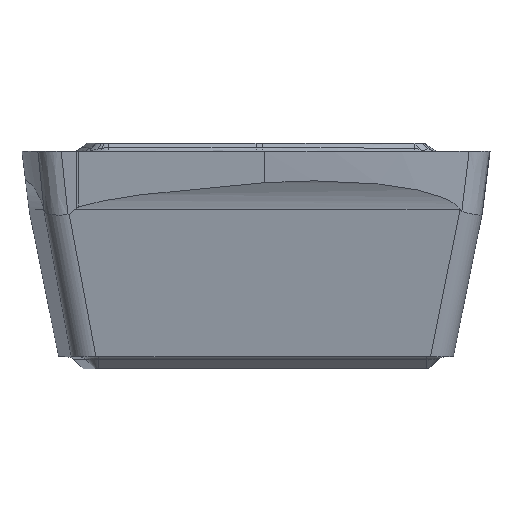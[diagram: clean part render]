
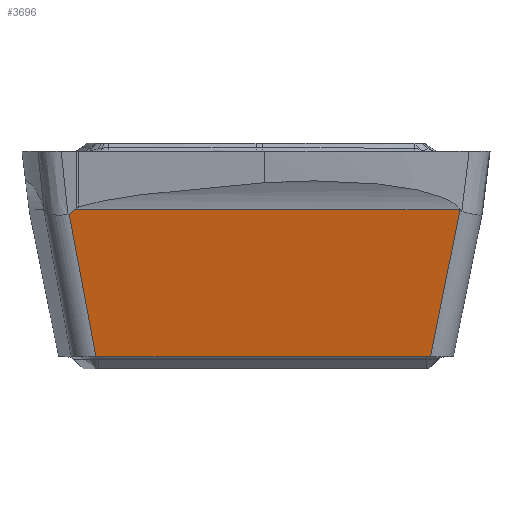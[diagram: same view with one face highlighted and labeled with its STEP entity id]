
A CAD part, front view. The second image highlights one B-rep face of the part: STEP entity #3696.
In plain terms, the highlighted planar face has unit normal (0.037, -0.981, -0.191).
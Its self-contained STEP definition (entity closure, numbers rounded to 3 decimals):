
#212=DIRECTION('',(0.999,0.038,0.));
#213=VECTOR('',#212,8.298);
#214=CARTESIAN_POINT('',(-3.968,-4.89,-5.1));
#215=LINE('',#214,#213);
#392=DIRECTION('',(-0.18,-0.194,0.964));
#393=VECTOR('',#392,3.667);
#394=CARTESIAN_POINT('',(-3.968,-4.89,-5.1));
#395=LINE('',#394,#393);
#399=DIRECTION('',(0.744,-0.101,0.661));
#400=VECTOR('',#399,0.173);
#401=CARTESIAN_POINT('',(-4.629,-5.603,
-1.564));
#402=LINE('',#401,#400);
#406=DIRECTION('',(-0.194,0.18,-0.964));
#407=VECTOR('',#406,3.785);
#408=CARTESIAN_POINT('',(5.059,-5.261,-1.451));
#409=LINE('',#408,#407);
#1035=DIRECTION('',(-0.999,-0.038,0.));
#1036=VECTOR('',#1035,9.566);
#1037=CARTESIAN_POINT('',(5.059,-5.261,
-1.451));
#1038=LINE('',#1037,#1036);
#3029=CARTESIAN_POINT('',(-3.968,-4.89,-5.1));
#3030=CARTESIAN_POINT('',(4.324,-4.579,
-5.1));
#3031=VERTEX_POINT('',#3029);
#3032=VERTEX_POINT('',#3030);
#3051=CARTESIAN_POINT('',(-4.629,-5.603,
-1.564));
#3052=VERTEX_POINT('',#3051);
#3053=CARTESIAN_POINT('',(-4.501,-5.62,
-1.45));
#3054=VERTEX_POINT('',#3053);
#3055=CARTESIAN_POINT('',(5.059,-5.261,
-1.451));
#3056=VERTEX_POINT('',#3055);
#3680=CARTESIAN_POINT('',(0.19,-5.05,-3.475));
#3681=DIRECTION('',(0.037,-0.981,-0.191));
#3682=DIRECTION('',(0.007,-0.191,0.982));
#3683=AXIS2_PLACEMENT_3D('',#3680,#3681,#3682);
#3684=PLANE('',#3683);
#3685=ORIENTED_EDGE('',*,*,#3644,.F.);
#3687=ORIENTED_EDGE('',*,*,#3686,.T.);
#3689=ORIENTED_EDGE('',*,*,#3688,.T.);
#3691=ORIENTED_EDGE('',*,*,#3690,.F.);
#3693=ORIENTED_EDGE('',*,*,#3692,.T.);
#3694=EDGE_LOOP('',(#3685,#3687,#3689,#3691,#3693));
#3695=FACE_OUTER_BOUND('',#3694,.F.);
#3644=EDGE_CURVE('',#3031,#3032,#215,.T.);
#3686=EDGE_CURVE('',#3031,#3052,#395,.T.);
#3688=EDGE_CURVE('',#3052,#3054,#402,.T.);
#3690=EDGE_CURVE('',#3056,#3054,#1038,.T.);
#3692=EDGE_CURVE('',#3056,#3032,#409,.T.);
#3696=ADVANCED_FACE('',(#3695),#3684,.T.);
